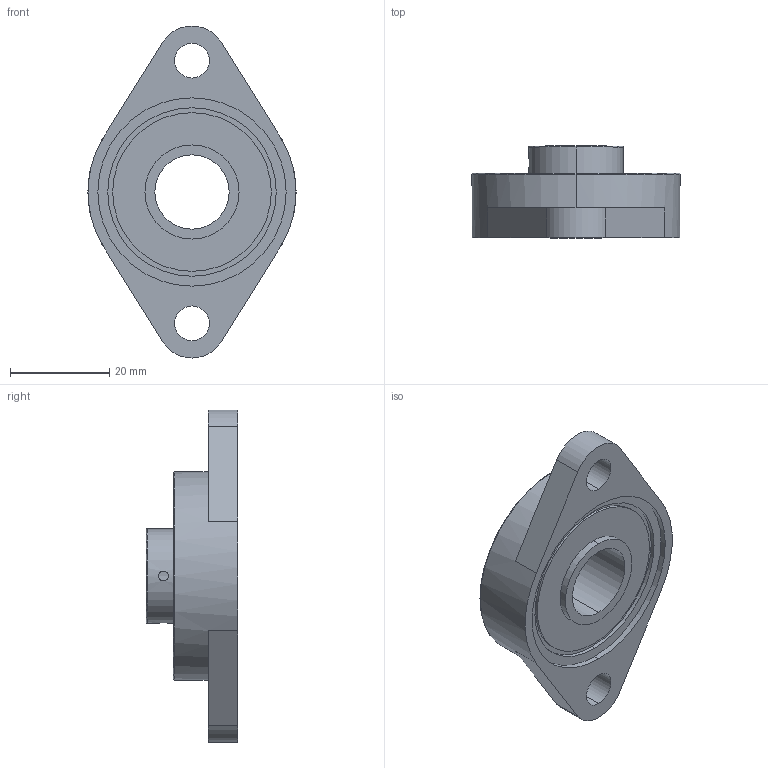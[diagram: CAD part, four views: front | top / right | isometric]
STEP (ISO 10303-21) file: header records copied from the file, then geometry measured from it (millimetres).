
FILE_DESCRIPTION (( 'STEP AP203' ), '1' );
FILE_NAME ('KFL002 block flange ball bearing 15 diameter shaft.STEP', '2021-09-10T21:06:25', ( '' ), ( '' ), 'SwSTEP 2.0', 'SolidWorks 2018', '' );
FILE_SCHEMA (( 'CONFIG_CONTROL_DESIGN' ));
Length unit declared in the file: millimetre
Products named in the file (1): KFL002 block flange ball bearing 15 diameter shaft
Bounding box: 42 x 18.5 x 67 mm (x, y, z)
Volume: 16399.4 mm3; surface area: 7153.7 mm2
Topology: 1 solids, 1 shells, 59 faces, 141 edges, 90 vertices
Faces by surface type: cylinder 31, plane 16, torus 12
Entity records: 1950 total; most frequent: CARTESIAN_POINT 427, DIRECTION 331, ORIENTED_EDGE 282, AXIS2_PLACEMENT_3D 142, EDGE_CURVE 141, VERTEX_POINT 90, CIRCLE 82, EDGE_LOOP 75
